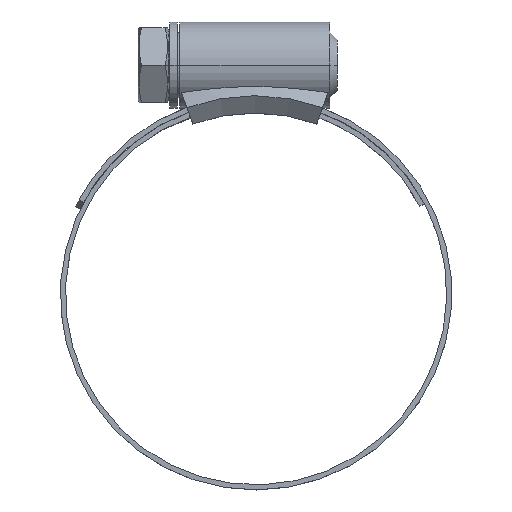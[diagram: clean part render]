
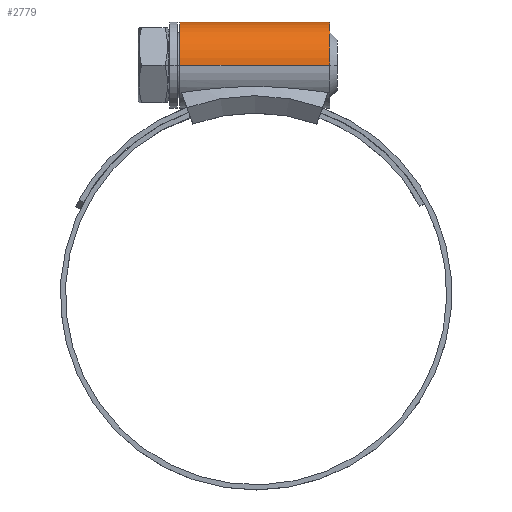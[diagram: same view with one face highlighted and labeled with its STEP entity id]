
A CAD part, top view. The second image highlights one B-rep face of the part: STEP entity #2779.
In plain terms, the highlighted cylindrical face has radius 8.5 mm (diameter 17 mm), a partial arc.
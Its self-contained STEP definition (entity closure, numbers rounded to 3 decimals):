
#156 = LINE ( 'NONE', #185, #3508 ) ;
#185 = CARTESIAN_POINT ( 'NONE',  ( -38.783, 45., -8.5 ) ) ;
#782 = CARTESIAN_POINT ( 'NONE',  ( -14.741, 45., 8.5 ) ) ;
#870 = AXIS2_PLACEMENT_3D ( 'NONE', #1974, #3372, #4299 ) ;
#989 = DIRECTION ( 'NONE',  ( 0., 0., -1. ) ) ;
#1082 = CARTESIAN_POINT ( 'NONE',  ( -14.741, 45., -8.5 ) ) ;
#1143 = DIRECTION ( 'NONE',  ( 1., 0., 0. ) ) ;
#1314 = ORIENTED_EDGE ( 'NONE', *, *, #3274, .F. ) ;
#1500 = ORIENTED_EDGE ( 'NONE', *, *, #4091, .F. ) ;
#1506 = VERTEX_POINT ( 'NONE', #3569 ) ;
#1534 = VERTEX_POINT ( 'NONE', #3210 ) ;
#1639 = DIRECTION ( 'NONE',  ( 1., 0., 0. ) ) ;
#1643 = EDGE_CURVE ( 'NONE', #3185, #2525, #4039, .T. ) ;
#1675 = AXIS2_PLACEMENT_3D ( 'NONE', #3900, #3881, #3860 ) ;
#1859 = EDGE_CURVE ( 'NONE', #3185, #1506, #2413, .T. ) ;
#1974 = CARTESIAN_POINT ( 'NONE',  ( -38.783, 45., 0. ) ) ;
#1989 = CIRCLE ( 'NONE', #3641, 8.5 ) ;
#2022 = ORIENTED_EDGE ( 'NONE', *, *, #1643, .F. ) ;
#2065 = CYLINDRICAL_SURFACE ( 'NONE', #870, 8.5 ) ;
#2199 = DIRECTION ( 'NONE',  ( 1., 0., 0. ) ) ;
#2413 = LINE ( 'NONE', #3742, #4311 ) ;
#2525 = VERTEX_POINT ( 'NONE', #1082 ) ;
#2709 = ORIENTED_EDGE ( 'NONE', *, *, #1859, .T. ) ;
#2779 = ADVANCED_FACE ( 'NONE', ( #3701 ), #2065, .T. ) ;
#3185 = VERTEX_POINT ( 'NONE', #782 ) ;
#3210 = CARTESIAN_POINT ( 'NONE',  ( 14.741, 45., -8.5 ) ) ;
#3274 = EDGE_CURVE ( 'NONE', #1534, #1506, #1989, .T. ) ;
#3372 = DIRECTION ( 'NONE',  ( 1., 0., 0. ) ) ;
#3508 = VECTOR ( 'NONE', #2199, 1000. ) ;
#3569 = CARTESIAN_POINT ( 'NONE',  ( 14.741, 45., 8.5 ) ) ;
#3641 = AXIS2_PLACEMENT_3D ( 'NONE', #4246, #1639, #989 ) ;
#3701 = FACE_OUTER_BOUND ( 'NONE', #4170, .T. ) ;
#3742 = CARTESIAN_POINT ( 'NONE',  ( -38.783, 45., 8.5 ) ) ;
#3860 = DIRECTION ( 'NONE',  ( 0., 0., -1. ) ) ;
#3881 = DIRECTION ( 'NONE',  ( -1., 0., 0. ) ) ;
#3900 = CARTESIAN_POINT ( 'NONE',  ( -14.741, 45., 0. ) ) ;
#4039 = CIRCLE ( 'NONE', #1675, 8.5 ) ;
#4091 = EDGE_CURVE ( 'NONE', #2525, #1534, #156, .T. ) ;
#4170 = EDGE_LOOP ( 'NONE', ( #2022, #2709, #1314, #1500 ) ) ;
#4246 = CARTESIAN_POINT ( 'NONE',  ( 14.741, 45., 0. ) ) ;
#4299 = DIRECTION ( 'NONE',  ( 0., 0., -1. ) ) ;
#4311 = VECTOR ( 'NONE', #1143, 1000. ) ;
